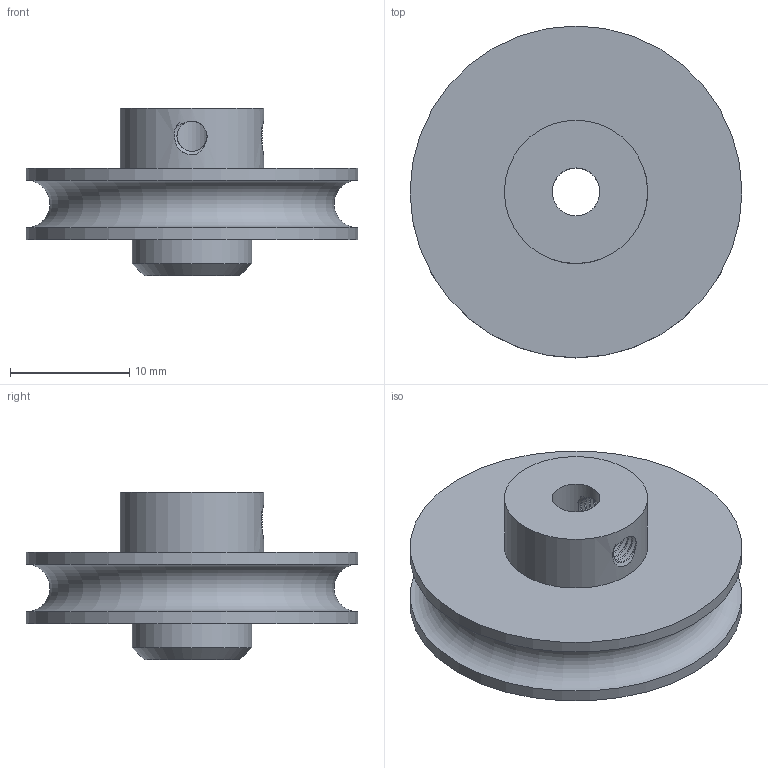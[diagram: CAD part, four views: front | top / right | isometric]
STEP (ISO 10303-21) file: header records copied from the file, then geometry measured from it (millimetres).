
FILE_DESCRIPTION(/* description */ (''),/* implementation_level */ '2;1');
FILE_NAME(/* name */ 'Roue_codeuse_100mm v3.step',/* time_stamp */ '2020-02-18T22:39:39+01:00',/* author */ (''),/* organization */ (''),/* preprocessor_version */ 'ST-DEVELOPER v18',/* originating_system */ 'Autodesk Translation Framework v8.12.0.6',/* authorisation */ '');
FILE_SCHEMA (('AUTOMOTIVE_DESIGN { 1 0 10303 214 3 1 1 }'));
Length unit declared in the file: millimetre
Products named in the file (1): Roue_codeuse_100mm
Bounding box: 27.8 x 27.8 x 14 mm (x, y, z)
Volume: 3691.3 mm3; surface area: 2400.1 mm2
Topology: 1 solids, 1 shells, 72 faces, 213 edges, 143 vertices
Faces by surface type: cylinder 49, bspline 12, plane 8, cone 2, torus 1
Full cylindrical faces by diameter (mm): 2.529 x14, 3.086 x16, 4 x1, 10 x1, 12 x1, 27.8 x2
Entity records: 4812 total; most frequent: CARTESIAN_POINT 3137, ORIENTED_EDGE 426, EDGE_CURVE 213, DIRECTION 213, B_SPLINE_CURVE_WITH_KNOTS 144, VERTEX_POINT 143, AXIS2_PLACEMENT_3D 83, EDGE_LOOP 78
